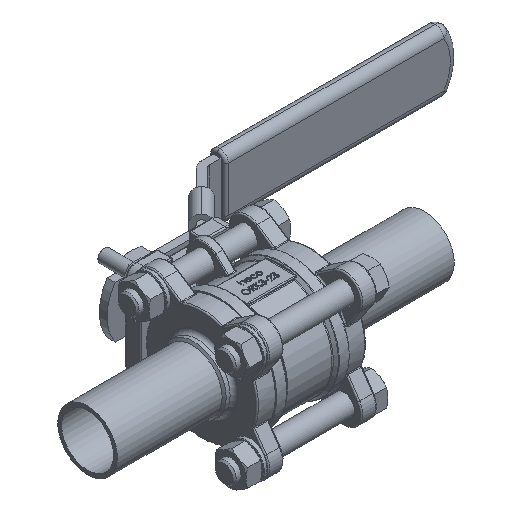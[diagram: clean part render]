
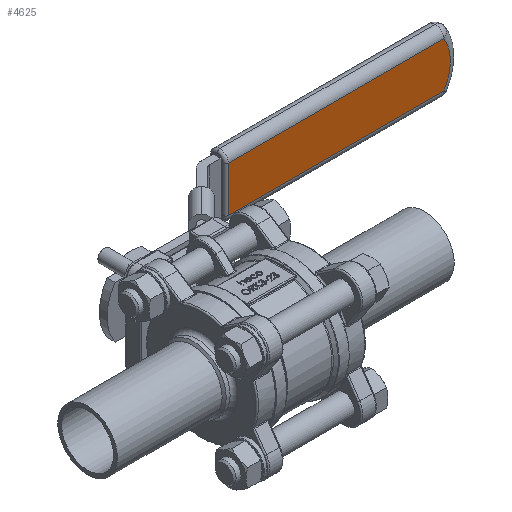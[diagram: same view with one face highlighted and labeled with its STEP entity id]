
A CAD part, isometric view. The second image highlights one B-rep face of the part: STEP entity #4625.
In plain terms, the highlighted planar face has unit normal (0, -1, 0).
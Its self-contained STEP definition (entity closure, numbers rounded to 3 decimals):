
#3333 = EDGE_CURVE ( 'NONE', #39924, #39926, #46765, .T. ) ;
#3334 = EDGE_CURVE ( 'NONE', #39926, #39928, #46758, .T. ) ;
#3335 = EDGE_CURVE ( 'NONE', #39928, #39930, #46752, .T. ) ;
#3336 = EDGE_CURVE ( 'NONE', #39930, #39924, #46751, .T. ) ;
#4625 = ADVANCED_FACE ( 'NONE', ( #45150 ), #21052, .F. ) ;
#21052 = PLANE ( 'NONE',  #31148 ) ;
#21053 = CARTESIAN_POINT ( 'NONE',  ( 135., 56.75, 12. ) ) ;
#21054 = DIRECTION ( 'NONE',  ( 0., 1., 0. ) ) ;
#21055 = DIRECTION ( 'NONE',  ( -1., 0., 0. ) ) ;
#29508 = CARTESIAN_POINT ( 'NONE',  ( 46., 56.75, 12. ) ) ;
#29511 = DIRECTION ( 'NONE',  ( 0., 0., -1. ) ) ;
#29515 = CARTESIAN_POINT ( 'NONE',  ( 130.87, 56.75, -8.75 ) ) ;
#29517 = DIRECTION ( 'NONE',  ( 1., 0., 0. ) ) ;
#29521 = CARTESIAN_POINT ( 'NONE',  ( 115.5, 56.75, 0. ) ) ;
#29523 = DIRECTION ( 'NONE',  ( 0., -1., 0. ) ) ;
#29525 = DIRECTION ( 'NONE',  ( -1., 0., 0. ) ) ;
#29530 = CARTESIAN_POINT ( 'NONE',  ( 135., 56.75, 8.75 ) ) ;
#29532 = DIRECTION ( 'NONE',  ( -1., 0., 0. ) ) ;
#31148 = AXIS2_PLACEMENT_3D ( 'NONE', #21053, #21054, #21055 ) ;
#38368 = EDGE_LOOP ( 'NONE', ( #50877, #49018, #50818, #49615 ) ) ;
#39924 = VERTEX_POINT ( 'NONE', #47225 ) ;
#39926 = VERTEX_POINT ( 'NONE', #47226 ) ;
#39928 = VERTEX_POINT ( 'NONE', #47227 ) ;
#39930 = VERTEX_POINT ( 'NONE', #47228 ) ;
#45150 = FACE_OUTER_BOUND ( 'NONE', #38368, .T. ) ;
#46750 = VECTOR ( 'NONE', #29532, 1000. ) ;
#46751 = LINE ( 'NONE', #29530, #46750 ) ;
#46752 = CIRCLE ( 'NONE', #55321, 16.25 ) ;
#46757 = VECTOR ( 'NONE', #29517, 1000. ) ;
#46758 = LINE ( 'NONE', #29515, #46757 ) ;
#46763 = VECTOR ( 'NONE', #29511, 1000. ) ;
#46765 = LINE ( 'NONE', #29508, #46763 ) ;
#47225 = CARTESIAN_POINT ( 'NONE',  ( 46., 56.75, 8.75 ) ) ;
#47226 = CARTESIAN_POINT ( 'NONE',  ( 46., 56.75, -8.75 ) ) ;
#47227 = CARTESIAN_POINT ( 'NONE',  ( 129.193, 56.75, -8.75 ) ) ;
#47228 = CARTESIAN_POINT ( 'NONE',  ( 129.193, 56.75, 8.75 ) ) ;
#49018 = ORIENTED_EDGE ( 'NONE', *, *, #3334, .T. ) ;
#49615 = ORIENTED_EDGE ( 'NONE', *, *, #3336, .T. ) ;
#50818 = ORIENTED_EDGE ( 'NONE', *, *, #3335, .T. ) ;
#50877 = ORIENTED_EDGE ( 'NONE', *, *, #3333, .T. ) ;
#55321 = AXIS2_PLACEMENT_3D ( 'NONE', #29521, #29523, #29525 ) ;
